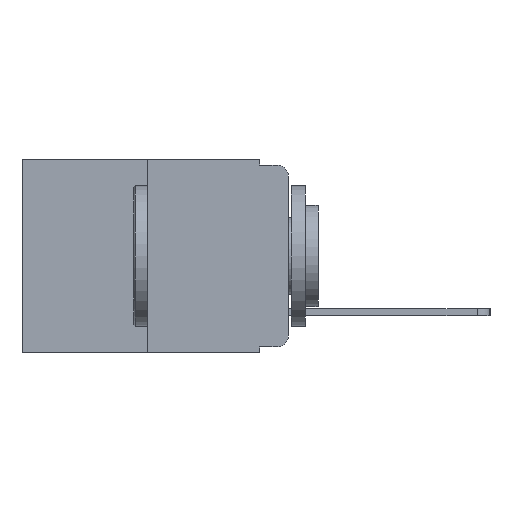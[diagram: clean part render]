
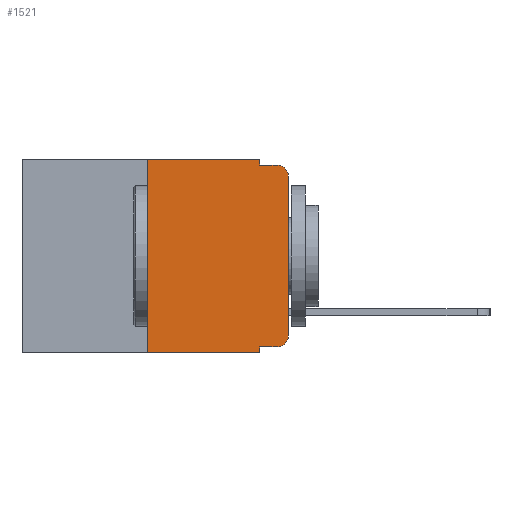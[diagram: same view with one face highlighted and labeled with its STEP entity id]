
A CAD part, left-side view. The second image highlights one B-rep face of the part: STEP entity #1521.
In plain terms, the highlighted planar face has unit normal (-1, 0, 0).
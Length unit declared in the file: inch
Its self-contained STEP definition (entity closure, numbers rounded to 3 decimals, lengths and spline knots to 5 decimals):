
#8 = DIRECTION ( 'NONE',  ( 0., 0., -1. ) ) ;
#93 = CARTESIAN_POINT ( 'NONE',  ( 0., 0.25, 0. ) ) ;
#250 = DIRECTION ( 'NONE',  ( 0., 0., -1. ) ) ;
#1127 = VERTEX_POINT ( 'NONE', #1481 ) ;
#1308 = VERTEX_POINT ( 'NONE', #6362 ) ;
#1386 = AXIS2_PLACEMENT_3D ( 'NONE', #16561, #8525, #8 ) ;
#1443 = VERTEX_POINT ( 'NONE', #93 ) ;
#1481 = CARTESIAN_POINT ( 'NONE',  ( 0., 0.051, -0.333 ) ) ;
#1483 = CARTESIAN_POINT ( 'NONE',  ( 0., 0.051, 0. ) ) ;
#1521 = ADVANCED_FACE ( 'NONE', ( #13913 ), #5337, .F. ) ;
#1698 = CARTESIAN_POINT ( 'NONE',  ( 0., 0.051, 0. ) ) ;
#2108 = EDGE_CURVE ( 'NONE', #15403, #5395, #14608, .T. ) ;
#2232 = ORIENTED_EDGE ( 'NONE', *, *, #5323, .F. ) ;
#2386 = LINE ( 'NONE', #1698, #12049 ) ;
#2462 = CARTESIAN_POINT ( 'NONE',  ( 0., 0.473, 0. ) ) ;
#2578 = EDGE_CURVE ( 'NONE', #1127, #1308, #5464, .T. ) ;
#2892 = DIRECTION ( 'NONE',  ( 1., 0., 0. ) ) ;
#3190 = DIRECTION ( 'NONE',  ( 0., 0., -1. ) ) ;
#3484 = CARTESIAN_POINT ( 'NONE',  ( 0., 0.473, 0. ) ) ;
#3486 = LINE ( 'NONE', #13586, #17359 ) ;
#3992 = ORIENTED_EDGE ( 'NONE', *, *, #12011, .T. ) ;
#4239 = EDGE_CURVE ( 'NONE', #1443, #9498, #17017, .T. ) ;
#4328 = CARTESIAN_POINT ( 'NONE',  ( 0., 0.051, 0. ) ) ;
#4397 = ORIENTED_EDGE ( 'NONE', *, *, #9059, .F. ) ;
#4619 = ORIENTED_EDGE ( 'NONE', *, *, #7123, .F. ) ;
#4804 = LINE ( 'NONE', #4328, #15129 ) ;
#5323 = EDGE_CURVE ( 'NONE', #1127, #5395, #4804, .T. ) ;
#5331 = DIRECTION ( 'NONE',  ( 0., -1., 0. ) ) ;
#5337 = PLANE ( 'NONE',  #5609 ) ;
#5395 = VERTEX_POINT ( 'NONE', #8506 ) ;
#5464 = LINE ( 'NONE', #7778, #12317 ) ;
#5609 = AXIS2_PLACEMENT_3D ( 'NONE', #3484, #2892, #250 ) ;
#5684 = CARTESIAN_POINT ( 'NONE',  ( 0., 0., 0. ) ) ;
#6277 = CARTESIAN_POINT ( 'NONE',  ( 0., 0.02, -0.03 ) ) ;
#6362 = CARTESIAN_POINT ( 'NONE',  ( 0., 0.02, -0.333 ) ) ;
#6551 = EDGE_LOOP ( 'NONE', ( #17433, #3992, #7580, #4397, #7797, #4619, #9165, #2232, #9598, #13133 ) ) ;
#7024 = DIRECTION ( 'NONE',  ( 0., 0., -1. ) ) ;
#7096 = DIRECTION ( 'NONE',  ( 0., 0., 1. ) ) ;
#7123 = EDGE_CURVE ( 'NONE', #15403, #1443, #3486, .T. ) ;
#7389 = CARTESIAN_POINT ( 'NONE',  ( 0., 0.051, -0.01 ) ) ;
#7580 = ORIENTED_EDGE ( 'NONE', *, *, #10852, .F. ) ;
#7639 = DIRECTION ( 'NONE',  ( 0., 0., -1. ) ) ;
#7778 = CARTESIAN_POINT ( 'NONE',  ( 0., 0.051, -0.333 ) ) ;
#7797 = ORIENTED_EDGE ( 'NONE', *, *, #4239, .F. ) ;
#8099 = VECTOR ( 'NONE', #7096, 39.37008 ) ;
#8506 = CARTESIAN_POINT ( 'NONE',  ( 0., 0.051, -0.343 ) ) ;
#8525 = DIRECTION ( 'NONE',  ( -1., 0., 0. ) ) ;
#8962 = CARTESIAN_POINT ( 'NONE',  ( 0., 0.25, -0.343 ) ) ;
#9059 = EDGE_CURVE ( 'NONE', #9498, #13657, #2386, .T. ) ;
#9164 = CARTESIAN_POINT ( 'NONE',  ( 0., 0.02, -0.01 ) ) ;
#9165 = ORIENTED_EDGE ( 'NONE', *, *, #2108, .T. ) ;
#9498 = VERTEX_POINT ( 'NONE', #1483 ) ;
#9598 = ORIENTED_EDGE ( 'NONE', *, *, #2578, .T. ) ;
#9925 = LINE ( 'NONE', #7389, #16569 ) ;
#10257 = VECTOR ( 'NONE', #16621, 39.37008 ) ;
#10315 = CIRCLE ( 'NONE', #11167, 0.02 ) ;
#10852 = EDGE_CURVE ( 'NONE', #13657, #17000, #9925, .T. ) ;
#11167 = AXIS2_PLACEMENT_3D ( 'NONE', #6277, #15737, #7639 ) ;
#12011 = EDGE_CURVE ( 'NONE', #15639, #17000, #10315, .T. ) ;
#12049 = VECTOR ( 'NONE', #3190, 39.37008 ) ;
#12317 = VECTOR ( 'NONE', #5331, 39.37008 ) ;
#13133 = ORIENTED_EDGE ( 'NONE', *, *, #16528, .T. ) ;
#13492 = VECTOR ( 'NONE', #14701, 39.37008 ) ;
#13586 = CARTESIAN_POINT ( 'NONE',  ( 0., 0.25, 0. ) ) ;
#13657 = VERTEX_POINT ( 'NONE', #16730 ) ;
#13751 = CIRCLE ( 'NONE', #1386, 0.02 ) ;
#13913 = FACE_OUTER_BOUND ( 'NONE', #6551, .T. ) ;
#14608 = LINE ( 'NONE', #16279, #10257 ) ;
#14650 = EDGE_CURVE ( 'NONE', #17701, #15639, #15709, .T. ) ;
#14701 = DIRECTION ( 'NONE',  ( 0., -1., 0. ) ) ;
#15129 = VECTOR ( 'NONE', #7024, 39.37008 ) ;
#15403 = VERTEX_POINT ( 'NONE', #8962 ) ;
#15639 = VERTEX_POINT ( 'NONE', #16185 ) ;
#15709 = LINE ( 'NONE', #5684, #8099 ) ;
#15737 = DIRECTION ( 'NONE',  ( -1., 0., 0. ) ) ;
#15915 = CARTESIAN_POINT ( 'NONE',  ( 0., 0., -0.313 ) ) ;
#16185 = CARTESIAN_POINT ( 'NONE',  ( 0., 0., -0.03 ) ) ;
#16258 = DIRECTION ( 'NONE',  ( 0., 0., 1. ) ) ;
#16279 = CARTESIAN_POINT ( 'NONE',  ( 0., 0.473, -0.343 ) ) ;
#16528 = EDGE_CURVE ( 'NONE', #1308, #17701, #13751, .T. ) ;
#16561 = CARTESIAN_POINT ( 'NONE',  ( 0., 0.02, -0.313 ) ) ;
#16569 = VECTOR ( 'NONE', #16788, 39.37008 ) ;
#16621 = DIRECTION ( 'NONE',  ( 0., -1., 0. ) ) ;
#16730 = CARTESIAN_POINT ( 'NONE',  ( 0., 0.051, -0.01 ) ) ;
#16788 = DIRECTION ( 'NONE',  ( 0., -1., 0. ) ) ;
#17000 = VERTEX_POINT ( 'NONE', #9164 ) ;
#17017 = LINE ( 'NONE', #2462, #13492 ) ;
#17359 = VECTOR ( 'NONE', #16258, 39.37008 ) ;
#17433 = ORIENTED_EDGE ( 'NONE', *, *, #14650, .T. ) ;
#17701 = VERTEX_POINT ( 'NONE', #15915 ) ;
